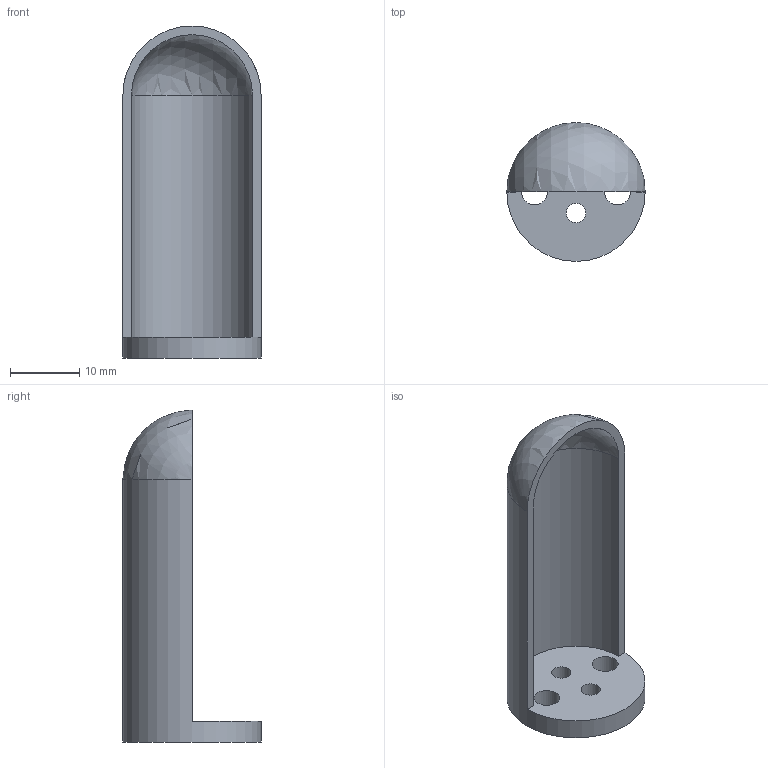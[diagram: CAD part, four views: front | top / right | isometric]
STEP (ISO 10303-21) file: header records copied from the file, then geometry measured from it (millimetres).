
FILE_DESCRIPTION(/* description */ (''),/* implementation_level */ '2;1');
FILE_NAME(/* name */ 'IR_Reflector.step',/* time_stamp */ '2022-11-28T14:28:10-06:00',/* author */ (''),/* organization */ (''),/* preprocessor_version */ 'ST-DEVELOPER v19.2',/* originating_system */ 'Autodesk Translation Framework v11.17.0.187',/* authorisation */ '');
FILE_SCHEMA (('AUTOMOTIVE_DESIGN { 1 0 10303 214 3 1 1 }'));
Length unit declared in the file: millimetre
Products named in the file (1): IR_Reflector
Bounding box: 20 x 20 x 48 mm (x, y, z)
Volume: 2475.2 mm3; surface area: 3575.6 mm2
Topology: 1 solids, 1 shells, 11 faces, 30 edges, 17 vertices
Faces by surface type: cylinder 6, plane 3, sphere 2
Full cylindrical faces by diameter (mm): 2.8 x2, 3.7 x2, 20 x1
Entity records: 376 total; most frequent: DIRECTION 65, CARTESIAN_POINT 55, ORIENTED_EDGE 52, AXIS2_PLACEMENT_3D 27, EDGE_CURVE 26, EDGE_LOOP 19, VERTEX_POINT 17, CIRCLE 15
